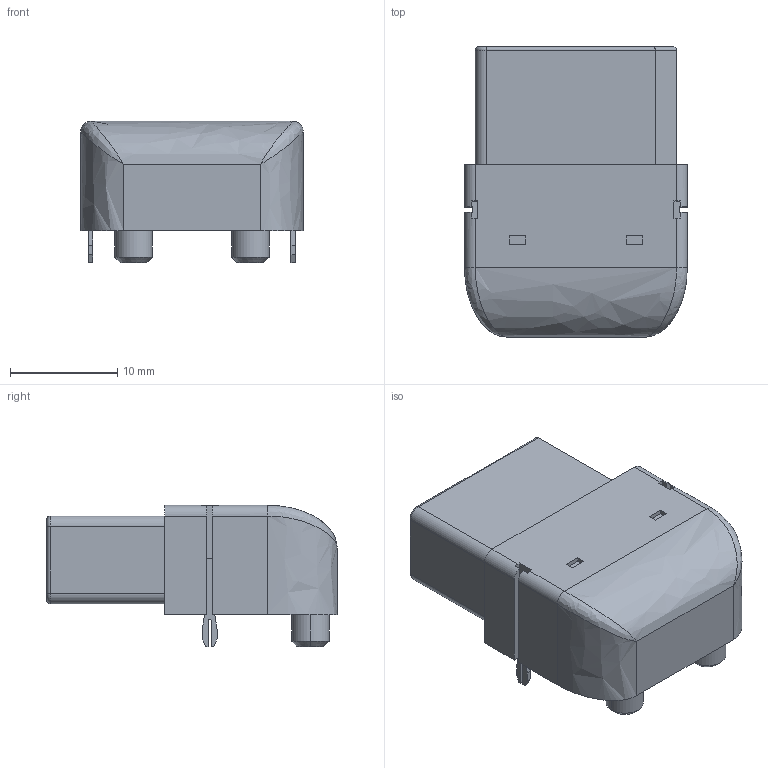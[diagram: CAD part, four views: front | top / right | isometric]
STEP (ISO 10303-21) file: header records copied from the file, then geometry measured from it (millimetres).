
FILE_DESCRIPTION (( 'STEP AP214' ), '1' );
FILE_NAME ('CONN-TH_XT90PW-M.STEP', '2023-03-07T15:25:05', ( '' ), ( '' ), 'SwSTEP 2.0', 'SolidWorks 2020', '' );
FILE_SCHEMA (( 'AUTOMOTIVE_DESIGN' ));
Length unit declared in the file: millimetre
Products named in the file (1): CONN-TH_XT90PW-M
Bounding box: 20.81 x 27.1 x 13.2 mm (x, y, z)
Volume: 4331.6 mm3; surface area: 2598.2 mm2
Topology: 1 solids, 1 shells, 353 faces, 938 edges, 614 vertices
Faces by surface type: plane 202, bspline 103, cylinder 32, torus 8, cone 8
Entity records: 15591 total; most frequent: CARTESIAN_POINT 3596, ORIENTED_EDGE 1872, DIRECTION 1290, EDGE_CURVE 936, VECTOR 640, LINE 640, VERTEX_POINT 614, EDGE_LOOP 382
